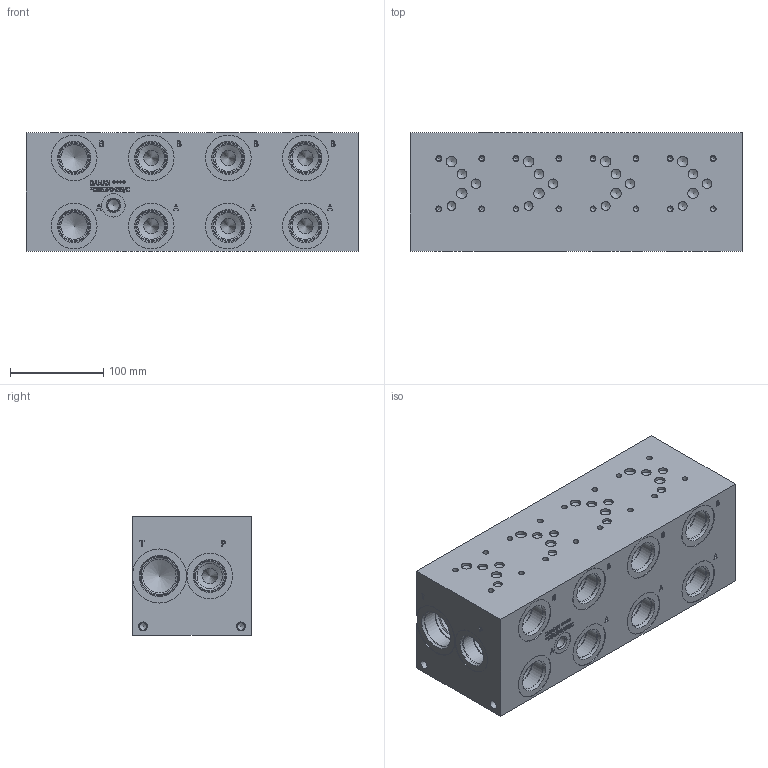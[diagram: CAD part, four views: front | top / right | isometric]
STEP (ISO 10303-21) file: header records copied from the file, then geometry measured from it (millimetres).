
FILE_DESCRIPTION(/* description */ (''),/* implementation_level */ '2;1');
FILE_NAME(/* name */ '_D05JP043S_C.stp',/* time_stamp */ '2020-05-04T09:25:55-04:00',/* author */ ('alexanderw'),/* organization */ (''),/* preprocessor_version */ 'ST-DEVELOPER v17',/* originating_system */ 'Autodesk Inventor 2019',/* authorisation */ '');
FILE_SCHEMA (('AUTOMOTIVE_DESIGN { 1 0 10303 214 3 1 1 }'));
Length unit declared in the file: millimetre
Products named in the file (1): Part_DD05JP043S~C_3D
Bounding box: 355.6 x 127 x 127 mm (x, y, z)
Volume: 5263705 mm3; surface area: 278509.4 mm2
Topology: 1 solids, 1 shells, 866 faces, 2348 edges, 1585 vertices
Faces by surface type: plane 428, bspline 189, cylinder 138, cone 111
Full cylindrical faces by diameter (mm): 5.105 x16, 6.35 x16, 7.925 x4, 9.525 x8, 10.312 x8, 11.125 x8, 12.294 x1, 12.9 x1, 14.275 x1, 14.529 x1, 19.05 x1, 25.019 x1, 27 x2, 28.575 x8, 28.62 x1, 31.267 x10, 31.344 x1, 33.34 x10, 33.35 x1, 33.71 x1, 33.757 x10, 35.509 x7, 35.712 x2, 39.218 x2, 41.275 x1, 41.28 x1, 41.758 x1, 43.51 x1, 44.45 x1, 48.971 x10
Entity records: 28692 total; most frequent: CARTESIAN_POINT 7203, ORIENTED_EDGE 4588, DIRECTION 3775, EDGE_CURVE 2294, VERTEX_POINT 1585, LINE 1413, VECTOR 1413, AXIS2_PLACEMENT_3D 1181
